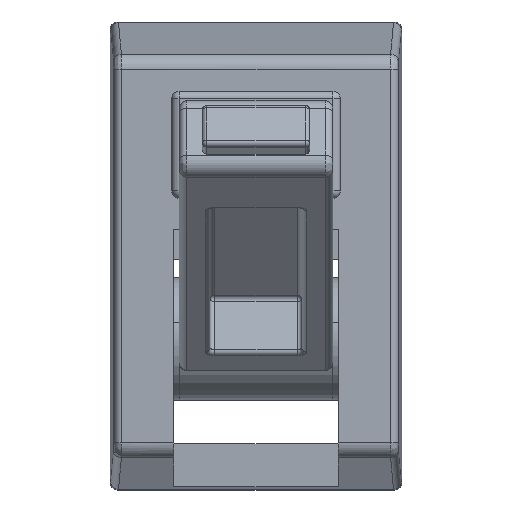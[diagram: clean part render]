
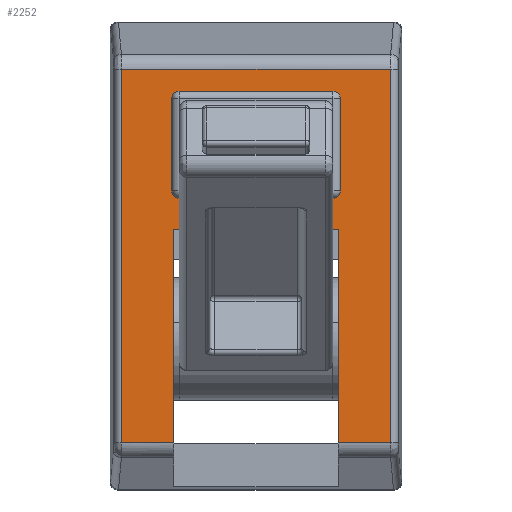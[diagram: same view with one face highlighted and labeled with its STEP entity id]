
A CAD part, front view. The second image highlights one B-rep face of the part: STEP entity #2252.
In plain terms, the highlighted planar face has unit normal (0, -1, 0).
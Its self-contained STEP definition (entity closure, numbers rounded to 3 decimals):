
#400=DIRECTION('',(0.,0.,-1.));
#401=VECTOR('',#400,13.918);
#402=CARTESIAN_POINT('',(5.35,-7.,1.75));
#403=LINE('',#402,#401);
#466=DIRECTION('',(0.,0.,1.));
#467=VECTOR('',#466,13.918);
#468=CARTESIAN_POINT('',(-5.35,-7.,-12.168));
#469=LINE('',#468,#467);
#803=DIRECTION('',(0.,0.,-1.));
#804=VECTOR('',#803,6.);
#805=CARTESIAN_POINT('',(-5.5,-7.,10.25));
#806=LINE('',#805,#804);
#810=DIRECTION('',(1.,0.,0.));
#811=VECTOR('',#810,10.);
#812=CARTESIAN_POINT('',(-5.,-7.,3.75));
#813=LINE('',#812,#811);
#817=DIRECTION('',(0.,0.,1.));
#818=VECTOR('',#817,6.);
#819=CARTESIAN_POINT('',(5.5,-7.,4.25));
#820=LINE('',#819,#818);
#824=DIRECTION('',(-1.,0.,0.));
#825=VECTOR('',#824,10.);
#826=CARTESIAN_POINT('',(5.,-7.,10.75));
#827=LINE('',#826,#825);
#831=DIRECTION('',(0.,0.,-1.));
#832=VECTOR('',#831,24.335);
#833=CARTESIAN_POINT('',(8.764,-7.,12.168));
#834=LINE('',#833,#832);
#838=DIRECTION('',(1.,0.,0.));
#839=VECTOR('',#838,3.414);
#840=CARTESIAN_POINT('',(5.35,-7.,-12.168));
#841=LINE('',#840,#839);
#845=DIRECTION('',(-1.,0.,0.));
#846=VECTOR('',#845,10.7);
#847=CARTESIAN_POINT('',(5.35,-7.,1.75));
#848=LINE('',#847,#846);
#852=DIRECTION('',(1.,0.,0.));
#853=VECTOR('',#852,3.414);
#854=CARTESIAN_POINT('',(-8.764,-7.,
-12.168));
#855=LINE('',#854,#853);
#859=DIRECTION('',(0.,0.,1.));
#860=VECTOR('',#859,24.335);
#861=CARTESIAN_POINT('',(-8.764,-7.,
-12.168));
#862=LINE('',#861,#860);
#866=DIRECTION('',(-1.,0.,0.));
#867=VECTOR('',#866,17.529);
#868=CARTESIAN_POINT('',(8.764,-7.,12.168));
#869=LINE('',#868,#867);
#894=CARTESIAN_POINT('',(-5.,-7.,4.25));
#895=DIRECTION('',(0.,1.,0.));
#896=DIRECTION('',(0.,0.,-1.));
#897=AXIS2_PLACEMENT_3D('',#894,#895,#896);
#971=CARTESIAN_POINT('',(-5.,-7.,10.25));
#972=DIRECTION('',(0.,1.,0.));
#973=DIRECTION('',(-1.,0.,0.));
#974=AXIS2_PLACEMENT_3D('',#971,#972,#973);
#979=CARTESIAN_POINT('',(5.,-7.,10.25));
#980=DIRECTION('',(0.,1.,0.));
#981=DIRECTION('',(0.,0.,1.));
#982=AXIS2_PLACEMENT_3D('',#979,#980,#981);
#1008=CARTESIAN_POINT('',(5.,-7.,4.25));
#1009=DIRECTION('',(0.,1.,0.));
#1010=DIRECTION('',(1.,0.,0.));
#1011=AXIS2_PLACEMENT_3D('',#1008,#1009,#1010);
#1280=CARTESIAN_POINT('',(8.764,-7.,12.168));
#1285=CARTESIAN_POINT('',(-8.764,-7.,
12.168));
#1372=CARTESIAN_POINT('',(5.35,-7.,1.75));
#1373=CARTESIAN_POINT('',(-5.35,-7.,1.75));
#1374=VERTEX_POINT('',#1372);
#1375=VERTEX_POINT('',#1373);
#1404=CARTESIAN_POINT('',(5.35,-7.,-12.168));
#1405=VERTEX_POINT('',#1404);
#1406=CARTESIAN_POINT('',(-5.35,-7.,-12.168));
#1407=VERTEX_POINT('',#1406);
#1441=CARTESIAN_POINT('',(5.,-7.,3.75));
#1443=VERTEX_POINT('',#1441);
#1445=CARTESIAN_POINT('',(5.5,-7.,4.25));
#1447=VERTEX_POINT('',#1445);
#1455=CARTESIAN_POINT('',(-5.5,-7.,4.25));
#1457=VERTEX_POINT('',#1455);
#1458=CARTESIAN_POINT('',(-5.,-7.,3.75));
#1459=VERTEX_POINT('',#1458);
#1465=CARTESIAN_POINT('',(-5.,-7.,10.75));
#1467=VERTEX_POINT('',#1465);
#1468=CARTESIAN_POINT('',(-5.5,-7.,10.25));
#1469=VERTEX_POINT('',#1468);
#1475=CARTESIAN_POINT('',(5.5,-7.,10.25));
#1477=VERTEX_POINT('',#1475);
#1478=CARTESIAN_POINT('',(5.,-7.,10.75));
#1479=VERTEX_POINT('',#1478);
#1485=VERTEX_POINT('',#1280);
#1488=CARTESIAN_POINT('',(8.764,-7.,
-12.168));
#1489=VERTEX_POINT('',#1488);
#1498=VERTEX_POINT('',#1285);
#1502=CARTESIAN_POINT('',(-8.764,-7.,
-12.168));
#1503=VERTEX_POINT('',#1502);
#2216=CARTESIAN_POINT('',(-9.5,-7.,-15.25));
#2217=DIRECTION('',(0.,-1.,0.));
#2218=DIRECTION('',(1.,0.,0.));
#2219=AXIS2_PLACEMENT_3D('',#2216,#2217,#2218);
#2220=PLANE('',#2219);
#2221=ORIENTED_EDGE('',*,*,#2125,.T.);
#2222=ORIENTED_EDGE('',*,*,#2197,.F.);
#2223=ORIENTED_EDGE('',*,*,#1771,.F.);
#2225=ORIENTED_EDGE('',*,*,#2224,.T.);
#2226=ORIENTED_EDGE('',*,*,#1831,.F.);
#2227=ORIENTED_EDGE('',*,*,#2209,.F.);
#2229=ORIENTED_EDGE('',*,*,#2228,.T.);
#2231=ORIENTED_EDGE('',*,*,#2230,.F.);
#2232=EDGE_LOOP('',(#2221,#2222,#2223,#2225,#2226,#2227,#2229,#2231));
#2233=FACE_OUTER_BOUND('',#2232,.F.);
#2235=ORIENTED_EDGE('',*,*,#2234,.T.);
#2237=ORIENTED_EDGE('',*,*,#2236,.F.);
#2239=ORIENTED_EDGE('',*,*,#2238,.T.);
#2241=ORIENTED_EDGE('',*,*,#2240,.F.);
#2243=ORIENTED_EDGE('',*,*,#2242,.T.);
#2245=ORIENTED_EDGE('',*,*,#2244,.F.);
#2247=ORIENTED_EDGE('',*,*,#2246,.T.);
#2249=ORIENTED_EDGE('',*,*,#2248,.F.);
#2250=EDGE_LOOP('',(#2235,#2237,#2239,#2241,#2243,#2245,#2247,#2249));
#2251=FACE_BOUND('',#2250,.F.);
#2252=ADVANCED_FACE('',(#2233,#2251),#2220,.T.);
#898=CIRCLE('',#897,0.5);
#975=CIRCLE('',#974,0.5);
#983=CIRCLE('',#982,0.5);
#1012=CIRCLE('',#1011,0.5);
#1771=EDGE_CURVE('',#1374,#1405,#403,.T.);
#1831=EDGE_CURVE('',#1407,#1375,#469,.T.);
#2125=EDGE_CURVE('',#1485,#1489,#834,.T.);
#2197=EDGE_CURVE('',#1405,#1489,#841,.T.);
#2209=EDGE_CURVE('',#1503,#1407,#855,.T.);
#2224=EDGE_CURVE('',#1374,#1375,#848,.T.);
#2228=EDGE_CURVE('',#1503,#1498,#862,.T.);
#2230=EDGE_CURVE('',#1485,#1498,#869,.T.);
#2234=EDGE_CURVE('',#1469,#1457,#806,.T.);
#2236=EDGE_CURVE('',#1459,#1457,#898,.T.);
#2238=EDGE_CURVE('',#1459,#1443,#813,.T.);
#2240=EDGE_CURVE('',#1447,#1443,#1012,.T.);
#2242=EDGE_CURVE('',#1447,#1477,#820,.T.);
#2244=EDGE_CURVE('',#1479,#1477,#983,.T.);
#2246=EDGE_CURVE('',#1479,#1467,#827,.T.);
#2248=EDGE_CURVE('',#1469,#1467,#975,.T.);
